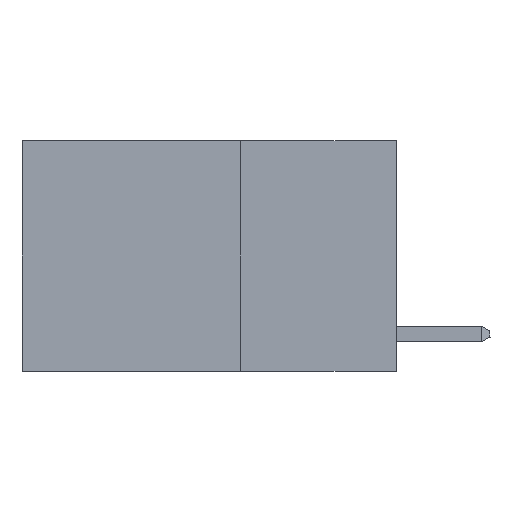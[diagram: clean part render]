
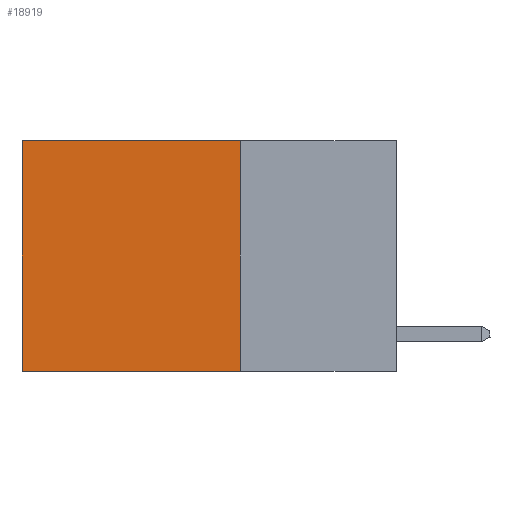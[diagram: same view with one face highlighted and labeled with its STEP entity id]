
A CAD part, left-side view. The second image highlights one B-rep face of the part: STEP entity #18919.
In plain terms, the highlighted planar face has unit normal (-1, 0, 0).
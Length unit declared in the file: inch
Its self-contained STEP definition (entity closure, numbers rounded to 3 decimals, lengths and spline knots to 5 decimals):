
#862 = DIRECTION ( 'NONE',  ( 0., 0., -1. ) ) ;
#2041 = AXIS2_PLACEMENT_3D ( 'NONE', #20393, #10275, #13958 ) ;
#2245 = LINE ( 'NONE', #22569, #4239 ) ;
#2290 = VECTOR ( 'NONE', #21424, 39.37008 ) ;
#3068 = VERTEX_POINT ( 'NONE', #3075 ) ;
#3075 = CARTESIAN_POINT ( 'NONE',  ( 0.2625, 0.25, 0. ) ) ;
#3883 = CARTESIAN_POINT ( 'NONE',  ( 0.2625, 0.25, -0.37 ) ) ;
#4239 = VECTOR ( 'NONE', #12165, 39.37008 ) ;
#4643 = EDGE_CURVE ( 'NONE', #3068, #6479, #13409, .T. ) ;
#6092 = VECTOR ( 'NONE', #862, 39.37008 ) ;
#6479 = VERTEX_POINT ( 'NONE', #13419 ) ;
#6838 = VERTEX_POINT ( 'NONE', #3883 ) ;
#7703 = ORIENTED_EDGE ( 'NONE', *, *, #4643, .T. ) ;
#8698 = VERTEX_POINT ( 'NONE', #12341 ) ;
#10275 = DIRECTION ( 'NONE',  ( 1., 0., 0. ) ) ;
#11188 = EDGE_LOOP ( 'NONE', ( #13901, #26036, #17148, #7703 ) ) ;
#11206 = LINE ( 'NONE', #13306, #6092 ) ;
#11942 = CARTESIAN_POINT ( 'NONE',  ( 0.2625, 0.25, 0. ) ) ;
#12165 = DIRECTION ( 'NONE',  ( 0., 1., 0. ) ) ;
#12341 = CARTESIAN_POINT ( 'NONE',  ( 0.2625, 0.6, -0.37 ) ) ;
#13306 = CARTESIAN_POINT ( 'NONE',  ( 0.2625, 0.6, 0. ) ) ;
#13409 = LINE ( 'NONE', #19454, #2290 ) ;
#13419 = CARTESIAN_POINT ( 'NONE',  ( 0.2625, 0.6, 0. ) ) ;
#13901 = ORIENTED_EDGE ( 'NONE', *, *, #22002, .T. ) ;
#13958 = DIRECTION ( 'NONE',  ( 0., 0., -1. ) ) ;
#14150 = EDGE_CURVE ( 'NONE', #6838, #8698, #2245, .T. ) ;
#15881 = LINE ( 'NONE', #11942, #16719 ) ;
#16719 = VECTOR ( 'NONE', #25997, 39.37008 ) ;
#17148 = ORIENTED_EDGE ( 'NONE', *, *, #17590, .F. ) ;
#17590 = EDGE_CURVE ( 'NONE', #3068, #6838, #15881, .T. ) ;
#18919 = ADVANCED_FACE ( 'NONE', ( #25560 ), #22105, .F. ) ;
#19454 = CARTESIAN_POINT ( 'NONE',  ( 0.2625, 0.25, 0. ) ) ;
#20393 = CARTESIAN_POINT ( 'NONE',  ( 0.2625, 0.25, 0. ) ) ;
#21424 = DIRECTION ( 'NONE',  ( 0., 1., 0. ) ) ;
#22002 = EDGE_CURVE ( 'NONE', #6479, #8698, #11206, .T. ) ;
#22105 = PLANE ( 'NONE',  #2041 ) ;
#22569 = CARTESIAN_POINT ( 'NONE',  ( 0.2625, 0.25, -0.37 ) ) ;
#25560 = FACE_OUTER_BOUND ( 'NONE', #11188, .T. ) ;
#25997 = DIRECTION ( 'NONE',  ( 0., 0., -1. ) ) ;
#26036 = ORIENTED_EDGE ( 'NONE', *, *, #14150, .F. ) ;
